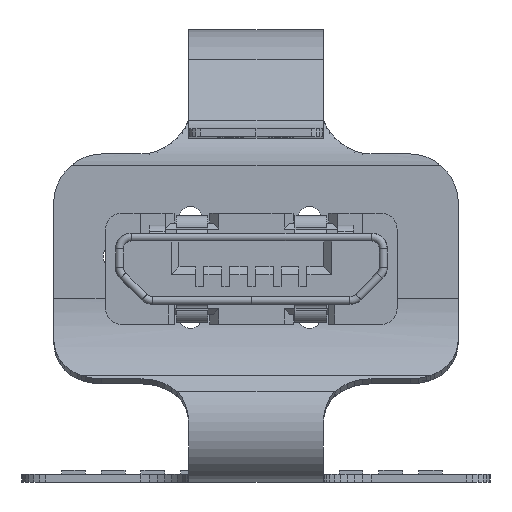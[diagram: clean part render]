
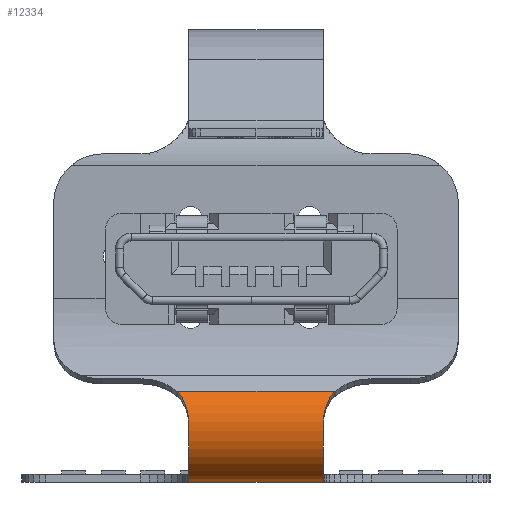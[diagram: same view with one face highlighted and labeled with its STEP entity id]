
A CAD part, left-side view. The second image highlights one B-rep face of the part: STEP entity #12334.
In plain terms, the highlighted cylindrical face has radius 1.4 mm (diameter 2.8 mm), a partial arc.
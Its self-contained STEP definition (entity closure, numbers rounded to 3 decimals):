
#243=B_SPLINE_CURVE_WITH_KNOTS('',3,(#20427,#20428,#20429,#20430),
 .UNSPECIFIED.,.F.,.F.,(4,4),(0.,0.017),.UNSPECIFIED.);
#244=B_SPLINE_CURVE_WITH_KNOTS('',3,(#20432,#20433,#20434,#20435),
 .UNSPECIFIED.,.F.,.F.,(4,4),(0.,0.133),.UNSPECIFIED.);
#245=B_SPLINE_CURVE_WITH_KNOTS('',3,(#20437,#20438,#20439,#20440),
 .UNSPECIFIED.,.F.,.F.,(4,4),(0.,0.147),.UNSPECIFIED.);
#246=B_SPLINE_CURVE_WITH_KNOTS('',3,(#20442,#20443,#20444,#20445),
 .UNSPECIFIED.,.F.,.F.,(4,4),(0.,0.157),.UNSPECIFIED.);
#247=B_SPLINE_CURVE_WITH_KNOTS('',3,(#20447,#20448,#20449,#20450),
 .UNSPECIFIED.,.F.,.F.,(4,4),(0.,0.162),.UNSPECIFIED.);
#248=B_SPLINE_CURVE_WITH_KNOTS('',3,(#20458,#20459,#20460,#20461),
 .UNSPECIFIED.,.F.,.F.,(4,4),(0.,0.162),.UNSPECIFIED.);
#249=B_SPLINE_CURVE_WITH_KNOTS('',3,(#20463,#20464,#20465,#20466),
 .UNSPECIFIED.,.F.,.F.,(4,4),(0.,0.157),.UNSPECIFIED.);
#250=B_SPLINE_CURVE_WITH_KNOTS('',3,(#20468,#20469,#20470,#20471),
 .UNSPECIFIED.,.F.,.F.,(4,4),(0.,0.147),.UNSPECIFIED.);
#251=B_SPLINE_CURVE_WITH_KNOTS('',3,(#20473,#20474,#20475,#20476),
 .UNSPECIFIED.,.F.,.F.,(4,4),(0.,0.133),.UNSPECIFIED.);
#252=B_SPLINE_CURVE_WITH_KNOTS('',3,(#20477,#20478,#20479,#20480),
 .UNSPECIFIED.,.F.,.F.,(4,4),(0.,0.017),.UNSPECIFIED.);
#1181=FACE_OUTER_BOUND('',#1906,.T.);
#1906=EDGE_LOOP('',(#10640,#10641,#10642,#10643,#10644,#10645,#10646,#10647,
#10648,#10649,#10650,#10651,#10652,#10653));
#3053=LINE('',#20232,#4380);
#3071=LINE('',#20454,#4398);
#4380=VECTOR('',#16026,10.);
#4398=VECTOR('',#16056,10.);
#5134=CIRCLE('',#13386,1.4);
#5135=CIRCLE('',#13387,1.4);
#6059=VERTEX_POINT('',#20229);
#6060=VERTEX_POINT('',#20231);
#6090=VERTEX_POINT('',#20426);
#6091=VERTEX_POINT('',#20431);
#6092=VERTEX_POINT('',#20436);
#6093=VERTEX_POINT('',#20441);
#6094=VERTEX_POINT('',#20446);
#6095=VERTEX_POINT('',#20451);
#6096=VERTEX_POINT('',#20453);
#6097=VERTEX_POINT('',#20455);
#6098=VERTEX_POINT('',#20457);
#6099=VERTEX_POINT('',#20462);
#6100=VERTEX_POINT('',#20467);
#6101=VERTEX_POINT('',#20472);
#7655=EDGE_CURVE('',#6059,#6060,#3053,.T.);
#7693=EDGE_CURVE('',#6090,#6059,#243,.T.);
#7694=EDGE_CURVE('',#6091,#6090,#244,.T.);
#7695=EDGE_CURVE('',#6092,#6091,#245,.T.);
#7696=EDGE_CURVE('',#6093,#6092,#246,.T.);
#7697=EDGE_CURVE('',#6094,#6093,#247,.T.);
#7698=EDGE_CURVE('',#6095,#6094,#5134,.T.);
#7699=EDGE_CURVE('',#6095,#6096,#3071,.T.);
#7700=EDGE_CURVE('',#6097,#6096,#5135,.T.);
#7701=EDGE_CURVE('',#6098,#6097,#248,.T.);
#7702=EDGE_CURVE('',#6099,#6098,#249,.T.);
#7703=EDGE_CURVE('',#6100,#6099,#250,.T.);
#7704=EDGE_CURVE('',#6101,#6100,#251,.T.);
#7705=EDGE_CURVE('',#6060,#6101,#252,.T.);
#10640=ORIENTED_EDGE('',*,*,#7655,.F.);
#10641=ORIENTED_EDGE('',*,*,#7693,.F.);
#10642=ORIENTED_EDGE('',*,*,#7694,.F.);
#10643=ORIENTED_EDGE('',*,*,#7695,.F.);
#10644=ORIENTED_EDGE('',*,*,#7696,.F.);
#10645=ORIENTED_EDGE('',*,*,#7697,.F.);
#10646=ORIENTED_EDGE('',*,*,#7698,.F.);
#10647=ORIENTED_EDGE('',*,*,#7699,.T.);
#10648=ORIENTED_EDGE('',*,*,#7700,.F.);
#10649=ORIENTED_EDGE('',*,*,#7701,.F.);
#10650=ORIENTED_EDGE('',*,*,#7702,.F.);
#10651=ORIENTED_EDGE('',*,*,#7703,.F.);
#10652=ORIENTED_EDGE('',*,*,#7704,.F.);
#10653=ORIENTED_EDGE('',*,*,#7705,.F.);
#11881=CYLINDRICAL_SURFACE('',#13385,1.4);
#12334=ADVANCED_FACE('',(#1181),#11881,.T.);
#13385=AXIS2_PLACEMENT_3D('',#20425,#16052,#16053);
#13386=AXIS2_PLACEMENT_3D('',#20452,#16054,#16055);
#13387=AXIS2_PLACEMENT_3D('',#20456,#16057,#16058);
#16026=DIRECTION('',(0.,-1.,0.));
#16052=DIRECTION('center_axis',(0.,1.,0.));
#16053=DIRECTION('ref_axis',(0.,0.,1.));
#16054=DIRECTION('center_axis',(0.,1.,0.));
#16055=DIRECTION('ref_axis',(0.,0.,1.));
#16056=DIRECTION('',(0.,-1.,0.));
#16057=DIRECTION('center_axis',(0.,-1.,0.));
#16058=DIRECTION('ref_axis',(0.997,0.,-0.082));
#20229=CARTESIAN_POINT('',(27.331,-17.997,-0.7));
#20231=CARTESIAN_POINT('',(27.331,-22.003,-0.7));
#20232=CARTESIAN_POINT('',(27.331,-10.,-0.7));
#20425=CARTESIAN_POINT('Origin',(26.259,-20.,0.2));
#20426=CARTESIAN_POINT('',(27.347,-18.019,-0.681));
#20427=CARTESIAN_POINT('Ctrl Pts',(27.347,-18.019,-0.681));
#20428=CARTESIAN_POINT('Ctrl Pts',(27.342,-18.012,-0.687));
#20429=CARTESIAN_POINT('Ctrl Pts',(27.337,-18.004,-0.694));
#20430=CARTESIAN_POINT('Ctrl Pts',(27.331,-17.997,-0.7));
#20431=CARTESIAN_POINT('',(27.454,-18.139,-0.529));
#20432=CARTESIAN_POINT('Ctrl Pts',(27.454,-18.139,-0.529));
#20433=CARTESIAN_POINT('Ctrl Pts',(27.422,-18.099,-0.582));
#20434=CARTESIAN_POINT('Ctrl Pts',(27.386,-18.059,-0.633));
#20435=CARTESIAN_POINT('Ctrl Pts',(27.347,-18.019,-0.681));
#20436=CARTESIAN_POINT('',(27.548,-18.228,-0.346));
#20437=CARTESIAN_POINT('Ctrl Pts',(27.548,-18.228,-0.346));
#20438=CARTESIAN_POINT('Ctrl Pts',(27.521,-18.198,-0.409));
#20439=CARTESIAN_POINT('Ctrl Pts',(27.49,-18.169,-0.47));
#20440=CARTESIAN_POINT('Ctrl Pts',(27.454,-18.139,-0.529));
#20441=CARTESIAN_POINT('',(27.618,-18.282,-0.138));
#20442=CARTESIAN_POINT('Ctrl Pts',(27.618,-18.282,-0.138));
#20443=CARTESIAN_POINT('Ctrl Pts',(27.6,-18.264,-0.209));
#20444=CARTESIAN_POINT('Ctrl Pts',(27.577,-18.246,-0.278));
#20445=CARTESIAN_POINT('Ctrl Pts',(27.548,-18.228,-0.346));
#20446=CARTESIAN_POINT('',(27.654,-18.3,0.086));
#20447=CARTESIAN_POINT('Ctrl Pts',(27.654,-18.3,0.086));
#20448=CARTESIAN_POINT('Ctrl Pts',(27.648,-18.294,0.01));
#20449=CARTESIAN_POINT('Ctrl Pts',(27.636,-18.288,-0.064));
#20450=CARTESIAN_POINT('Ctrl Pts',(27.618,-18.282,-0.138));
#20451=CARTESIAN_POINT('',(26.259,-18.3,1.6));
#20452=CARTESIAN_POINT('Origin',(26.259,-18.3,0.2));
#20453=CARTESIAN_POINT('',(26.259,-21.7,1.6));
#20454=CARTESIAN_POINT('',(26.259,-10.,1.6));
#20455=CARTESIAN_POINT('',(27.654,-21.7,0.086));
#20456=CARTESIAN_POINT('Origin',(26.259,-21.7,0.2));
#20457=CARTESIAN_POINT('',(27.618,-21.718,-0.138));
#20458=CARTESIAN_POINT('Ctrl Pts',(27.618,-21.718,-0.138));
#20459=CARTESIAN_POINT('Ctrl Pts',(27.636,-21.712,-0.064));
#20460=CARTESIAN_POINT('Ctrl Pts',(27.648,-21.706,0.01));
#20461=CARTESIAN_POINT('Ctrl Pts',(27.654,-21.7,0.086));
#20462=CARTESIAN_POINT('',(27.548,-21.772,-0.346));
#20463=CARTESIAN_POINT('Ctrl Pts',(27.548,-21.772,-0.346));
#20464=CARTESIAN_POINT('Ctrl Pts',(27.577,-21.754,-0.278));
#20465=CARTESIAN_POINT('Ctrl Pts',(27.6,-21.736,-0.209));
#20466=CARTESIAN_POINT('Ctrl Pts',(27.618,-21.718,-0.138));
#20467=CARTESIAN_POINT('',(27.454,-21.861,-0.529));
#20468=CARTESIAN_POINT('Ctrl Pts',(27.454,-21.861,-0.529));
#20469=CARTESIAN_POINT('Ctrl Pts',(27.49,-21.831,-0.47));
#20470=CARTESIAN_POINT('Ctrl Pts',(27.521,-21.802,-0.409));
#20471=CARTESIAN_POINT('Ctrl Pts',(27.548,-21.772,-0.346));
#20472=CARTESIAN_POINT('',(27.347,-21.981,-0.681));
#20473=CARTESIAN_POINT('Ctrl Pts',(27.347,-21.981,-0.681));
#20474=CARTESIAN_POINT('Ctrl Pts',(27.386,-21.941,-0.633));
#20475=CARTESIAN_POINT('Ctrl Pts',(27.422,-21.901,-0.582));
#20476=CARTESIAN_POINT('Ctrl Pts',(27.454,-21.861,-0.529));
#20477=CARTESIAN_POINT('Ctrl Pts',(27.331,-22.003,-0.7));
#20478=CARTESIAN_POINT('Ctrl Pts',(27.337,-21.996,-0.694));
#20479=CARTESIAN_POINT('Ctrl Pts',(27.342,-21.988,-0.687));
#20480=CARTESIAN_POINT('Ctrl Pts',(27.347,-21.981,-0.681));
